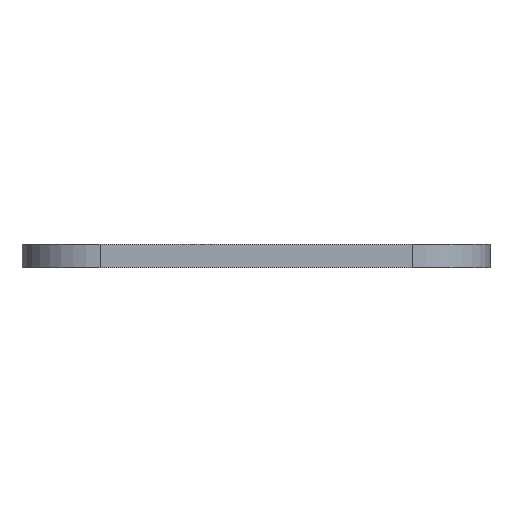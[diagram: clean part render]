
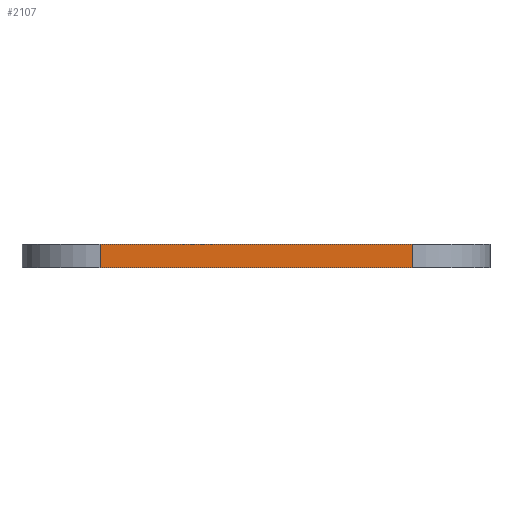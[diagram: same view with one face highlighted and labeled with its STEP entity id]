
A CAD part, front view. The second image highlights one B-rep face of the part: STEP entity #2107.
In plain terms, the highlighted planar face has unit normal (0, -1, 0).
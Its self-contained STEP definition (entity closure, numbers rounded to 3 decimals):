
#70=PLANE('',#2342);
#175=FACE_OUTER_BOUND('',#286,.T.);
#286=EDGE_LOOP('',(#1831,#1832,#1833,#1834));
#305=LINE('',#3044,#501);
#486=LINE('',#3604,#682);
#487=LINE('',#3607,#683);
#488=LINE('',#3608,#684);
#501=VECTOR('',#2403,10.);
#682=VECTOR('',#2974,10.);
#683=VECTOR('',#2977,10.);
#684=VECTOR('',#2978,10.);
#823=VERTEX_POINT('',#3041);
#824=VERTEX_POINT('',#3043);
#1008=VERTEX_POINT('',#3602);
#1009=VERTEX_POINT('',#3606);
#1036=EDGE_CURVE('',#824,#823,#305,.T.);
#1317=EDGE_CURVE('',#823,#1008,#486,.T.);
#1318=EDGE_CURVE('',#1009,#1008,#487,.T.);
#1319=EDGE_CURVE('',#824,#1009,#488,.T.);
#1831=ORIENTED_EDGE('',*,*,#1036,.T.);
#1832=ORIENTED_EDGE('',*,*,#1317,.T.);
#1833=ORIENTED_EDGE('',*,*,#1318,.F.);
#1834=ORIENTED_EDGE('',*,*,#1319,.F.);
#2107=ADVANCED_FACE('',(#175),#70,.T.);
#2342=AXIS2_PLACEMENT_3D('',#3605,#2975,#2976);
#2403=DIRECTION('',(1.,0.,0.));
#2974=DIRECTION('',(0.,0.,1.));
#2975=DIRECTION('center_axis',(0.,-1.,0.));
#2976=DIRECTION('ref_axis',(1.,0.,0.));
#2977=DIRECTION('',(1.,0.,0.));
#2978=DIRECTION('',(0.,0.,1.));
#3041=CARTESIAN_POINT('',(-40.,-240.,0.));
#3043=CARTESIAN_POINT('',(-200.,-240.,0.));
#3044=CARTESIAN_POINT('',(-200.,-240.,0.));
#3602=CARTESIAN_POINT('',(-40.,-240.,12.));
#3604=CARTESIAN_POINT('',(-40.,-240.,0.));
#3605=CARTESIAN_POINT('Origin',(-200.,-240.,0.));
#3606=CARTESIAN_POINT('',(-200.,-240.,12.));
#3607=CARTESIAN_POINT('',(-200.,-240.,12.));
#3608=CARTESIAN_POINT('',(-200.,-240.,0.));
